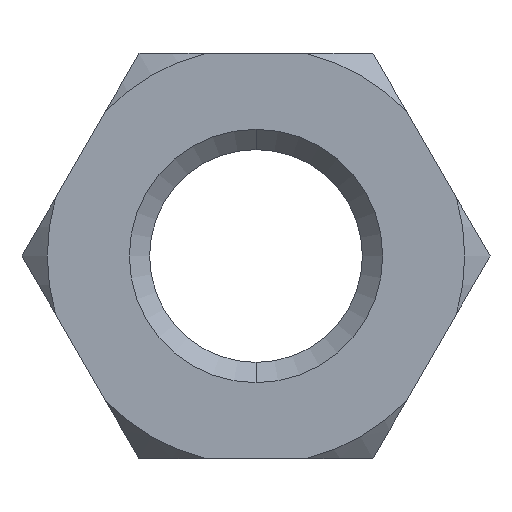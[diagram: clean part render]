
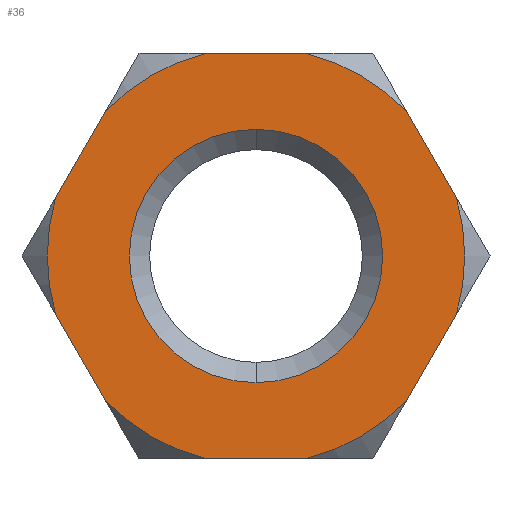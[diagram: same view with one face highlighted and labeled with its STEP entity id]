
A CAD part, front view. The second image highlights one B-rep face of the part: STEP entity #36.
In plain terms, the highlighted planar face has unit normal (0, -1, 0).
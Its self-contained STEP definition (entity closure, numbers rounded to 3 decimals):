
#10 = CARTESIAN_POINT ( 'NONE',  ( 0., 0., 0. ) ) ;
#11 = ORIENTED_EDGE ( 'NONE', *, *, #832, .F. ) ;
#22 = DIRECTION ( 'NONE',  ( 0., 1., 0. ) ) ;
#36 = ADVANCED_FACE ( 'NONE', ( #772, #424 ), #165, .F. ) ;
#84 = DIRECTION ( 'NONE',  ( 0., 1., 0. ) ) ;
#85 = CARTESIAN_POINT ( 'NONE',  ( 0., 0., 0. ) ) ;
#86 = VERTEX_POINT ( 'NONE', #700 ) ;
#94 = CIRCLE ( 'NONE', #469, 4.119 ) ;
#99 = DIRECTION ( 'NONE',  ( 0., 0., 1. ) ) ;
#107 = EDGE_CURVE ( 'NONE', #580, #869, #917, .T. ) ;
#132 = CARTESIAN_POINT ( 'NONE',  ( 0., 0., 0. ) ) ;
#146 = AXIS2_PLACEMENT_3D ( 'NONE', #200, #210, #885 ) ;
#155 = ORIENTED_EDGE ( 'NONE', *, *, #572, .F. ) ;
#158 = VECTOR ( 'NONE', #1051, 1000. ) ;
#165 = PLANE ( 'NONE',  #660 ) ;
#184 = ORIENTED_EDGE ( 'NONE', *, *, #471, .F. ) ;
#200 = CARTESIAN_POINT ( 'NONE',  ( 0., 0., 0. ) ) ;
#206 = LINE ( 'NONE', #298, #158 ) ;
#210 = DIRECTION ( 'NONE',  ( 0., 1., 0. ) ) ;
#216 = DIRECTION ( 'NONE',  ( -0.5, 0., 0.866 ) ) ;
#226 = DIRECTION ( 'NONE',  ( 1., 0., 0. ) ) ;
#242 = VERTEX_POINT ( 'NONE', #489 ) ;
#249 = DIRECTION ( 'NONE',  ( 0., 1., 0. ) ) ;
#254 = ORIENTED_EDGE ( 'NONE', *, *, #546, .T. ) ;
#291 = CARTESIAN_POINT ( 'NONE',  ( 0., 0., 0. ) ) ;
#298 = CARTESIAN_POINT ( 'NONE',  ( -4.619, 0., 0. ) ) ;
#312 = VERTEX_POINT ( 'NONE', #911 ) ;
#330 = DIRECTION ( 'NONE',  ( 0., 1., 0. ) ) ;
#335 = DIRECTION ( 'NONE',  ( 0.5, 0., -0.866 ) ) ;
#337 = VERTEX_POINT ( 'NONE', #1010 ) ;
#358 = CIRCLE ( 'NONE', #607, 4.119 ) ;
#360 = VERTEX_POINT ( 'NONE', #841 ) ;
#362 = EDGE_CURVE ( 'NONE', #495, #86, #375, .T. ) ;
#366 = CARTESIAN_POINT ( 'NONE',  ( -2.309, 0., -4. ) ) ;
#375 = CIRCLE ( 'NONE', #606, 2.5 ) ;
#381 = VERTEX_POINT ( 'NONE', #923 ) ;
#397 = DIRECTION ( 'NONE',  ( 0., 1., 0. ) ) ;
#403 = DIRECTION ( 'NONE',  ( 0., 0., -1. ) ) ;
#422 = ORIENTED_EDGE ( 'NONE', *, *, #1072, .F. ) ;
#424 = FACE_OUTER_BOUND ( 'NONE', #861, .T. ) ;
#447 = VERTEX_POINT ( 'NONE', #958 ) ;
#450 = AXIS2_PLACEMENT_3D ( 'NONE', #520, #860, #99 ) ;
#452 = ORIENTED_EDGE ( 'NONE', *, *, #618, .F. ) ;
#463 = DIRECTION ( 'NONE',  ( 0., 0., 1. ) ) ;
#464 = AXIS2_PLACEMENT_3D ( 'NONE', #782, #22, #1031 ) ;
#468 = CIRCLE ( 'NONE', #645, 4.119 ) ;
#469 = AXIS2_PLACEMENT_3D ( 'NONE', #10, #688, #403 ) ;
#471 = EDGE_CURVE ( 'NONE', #814, #447, #206, .T. ) ;
#472 = DIRECTION ( 'NONE',  ( -1., 0., 0. ) ) ;
#487 = CARTESIAN_POINT ( 'NONE',  ( 3.955, 0., 1.149 ) ) ;
#489 = CARTESIAN_POINT ( 'NONE',  ( 0.982, 0., -4. ) ) ;
#491 = EDGE_CURVE ( 'NONE', #869, #360, #615, .T. ) ;
#493 = EDGE_LOOP ( 'NONE', ( #254, #706 ) ) ;
#495 = VERTEX_POINT ( 'NONE', #891 ) ;
#505 = DIRECTION ( 'NONE',  ( 0., 0., 1. ) ) ;
#510 = LINE ( 'NONE', #849, #1048 ) ;
#512 = CARTESIAN_POINT ( 'NONE',  ( -3.955, 0., 1.149 ) ) ;
#520 = CARTESIAN_POINT ( 'NONE',  ( 0., 0., 0. ) ) ;
#541 = DIRECTION ( 'NONE',  ( 0., 0., 1. ) ) ;
#546 = EDGE_CURVE ( 'NONE', #86, #495, #680, .T. ) ;
#551 = CARTESIAN_POINT ( 'NONE',  ( 0.982, 0., 4. ) ) ;
#552 = VECTOR ( 'NONE', #216, 1000. ) ;
#553 = VECTOR ( 'NONE', #226, 1000. ) ;
#564 = VERTEX_POINT ( 'NONE', #1070 ) ;
#566 = CARTESIAN_POINT ( 'NONE',  ( 4.619, 0., 0. ) ) ;
#572 = EDGE_CURVE ( 'NONE', #564, #337, #743, .T. ) ;
#580 = VERTEX_POINT ( 'NONE', #646 ) ;
#582 = EDGE_CURVE ( 'NONE', #312, #965, #906, .T. ) ;
#590 = VERTEX_POINT ( 'NONE', #487 ) ;
#602 = EDGE_CURVE ( 'NONE', #242, #580, #823, .T. ) ;
#606 = AXIS2_PLACEMENT_3D ( 'NONE', #85, #330, #933 ) ;
#607 = AXIS2_PLACEMENT_3D ( 'NONE', #132, #736, #896 ) ;
#615 = LINE ( 'NONE', #366, #552 ) ;
#618 = EDGE_CURVE ( 'NONE', #447, #312, #358, .T. ) ;
#645 = AXIS2_PLACEMENT_3D ( 'NONE', #291, #397, #463 ) ;
#646 = CARTESIAN_POINT ( 'NONE',  ( -0.982, 0., -4. ) ) ;
#648 = CIRCLE ( 'NONE', #752, 4.119 ) ;
#660 = AXIS2_PLACEMENT_3D ( 'NONE', #1014, #84, #505 ) ;
#680 = CIRCLE ( 'NONE', #146, 2.5 ) ;
#687 = ORIENTED_EDGE ( 'NONE', *, *, #914, .F. ) ;
#688 = DIRECTION ( 'NONE',  ( 0., -1., 0. ) ) ;
#700 = CARTESIAN_POINT ( 'NONE',  ( 0., 0., -2.5 ) ) ;
#706 = ORIENTED_EDGE ( 'NONE', *, *, #362, .T. ) ;
#736 = DIRECTION ( 'NONE',  ( 0., 1., 0. ) ) ;
#743 = LINE ( 'NONE', #566, #1064 ) ;
#752 = AXIS2_PLACEMENT_3D ( 'NONE', #1004, #249, #541 ) ;
#772 = FACE_BOUND ( 'NONE', #493, .T. ) ;
#782 = CARTESIAN_POINT ( 'NONE',  ( 0., 0., 0. ) ) ;
#794 = ORIENTED_EDGE ( 'NONE', *, *, #582, .F. ) ;
#800 = ORIENTED_EDGE ( 'NONE', *, *, #1040, .T. ) ;
#805 = CARTESIAN_POINT ( 'NONE',  ( -2.973, 0., -2.851 ) ) ;
#814 = VERTEX_POINT ( 'NONE', #512 ) ;
#823 = LINE ( 'NONE', #1078, #905 ) ;
#832 = EDGE_CURVE ( 'NONE', #965, #381, #888, .T. ) ;
#841 = CARTESIAN_POINT ( 'NONE',  ( -3.955, 0., -1.149 ) ) ;
#849 = CARTESIAN_POINT ( 'NONE',  ( 2.309, 0., 4. ) ) ;
#860 = DIRECTION ( 'NONE',  ( 0., 1., 0. ) ) ;
#861 = EDGE_LOOP ( 'NONE', ( #11, #794, #452, #184, #422, #873, #1000, #1089, #800, #155, #687, #954 ) ) ;
#869 = VERTEX_POINT ( 'NONE', #805 ) ;
#873 = ORIENTED_EDGE ( 'NONE', *, *, #491, .F. ) ;
#885 = DIRECTION ( 'NONE',  ( 0., 0., 1. ) ) ;
#888 = CIRCLE ( 'NONE', #450, 4.119 ) ;
#891 = CARTESIAN_POINT ( 'NONE',  ( 0., 0., 2.5 ) ) ;
#896 = DIRECTION ( 'NONE',  ( 0., 0., 1. ) ) ;
#905 = VECTOR ( 'NONE', #472, 1000. ) ;
#906 = LINE ( 'NONE', #997, #553 ) ;
#909 = DIRECTION ( 'NONE',  ( -0.5, 0., -0.866 ) ) ;
#911 = CARTESIAN_POINT ( 'NONE',  ( -0.982, 0., 4. ) ) ;
#914 = EDGE_CURVE ( 'NONE', #590, #564, #468, .T. ) ;
#917 = CIRCLE ( 'NONE', #464, 4.119 ) ;
#923 = CARTESIAN_POINT ( 'NONE',  ( 2.973, 0., 2.851 ) ) ;
#933 = DIRECTION ( 'NONE',  ( 0., 0., 1. ) ) ;
#954 = ORIENTED_EDGE ( 'NONE', *, *, #1032, .F. ) ;
#958 = CARTESIAN_POINT ( 'NONE',  ( -2.973, 0., 2.851 ) ) ;
#965 = VERTEX_POINT ( 'NONE', #551 ) ;
#997 = CARTESIAN_POINT ( 'NONE',  ( -2.309, 0., 4. ) ) ;
#1000 = ORIENTED_EDGE ( 'NONE', *, *, #107, .F. ) ;
#1004 = CARTESIAN_POINT ( 'NONE',  ( 0., 0., 0. ) ) ;
#1010 = CARTESIAN_POINT ( 'NONE',  ( 2.973, 0., -2.851 ) ) ;
#1014 = CARTESIAN_POINT ( 'NONE',  ( 0., 0., 0. ) ) ;
#1031 = DIRECTION ( 'NONE',  ( 0., 0., 1. ) ) ;
#1032 = EDGE_CURVE ( 'NONE', #381, #590, #510, .T. ) ;
#1040 = EDGE_CURVE ( 'NONE', #242, #337, #94, .T. ) ;
#1048 = VECTOR ( 'NONE', #335, 1000. ) ;
#1051 = DIRECTION ( 'NONE',  ( 0.5, 0., 0.866 ) ) ;
#1064 = VECTOR ( 'NONE', #909, 1000. ) ;
#1070 = CARTESIAN_POINT ( 'NONE',  ( 3.955, 0., -1.149 ) ) ;
#1072 = EDGE_CURVE ( 'NONE', #360, #814, #648, .T. ) ;
#1078 = CARTESIAN_POINT ( 'NONE',  ( 2.309, 0., -4. ) ) ;
#1089 = ORIENTED_EDGE ( 'NONE', *, *, #602, .F. ) ;
